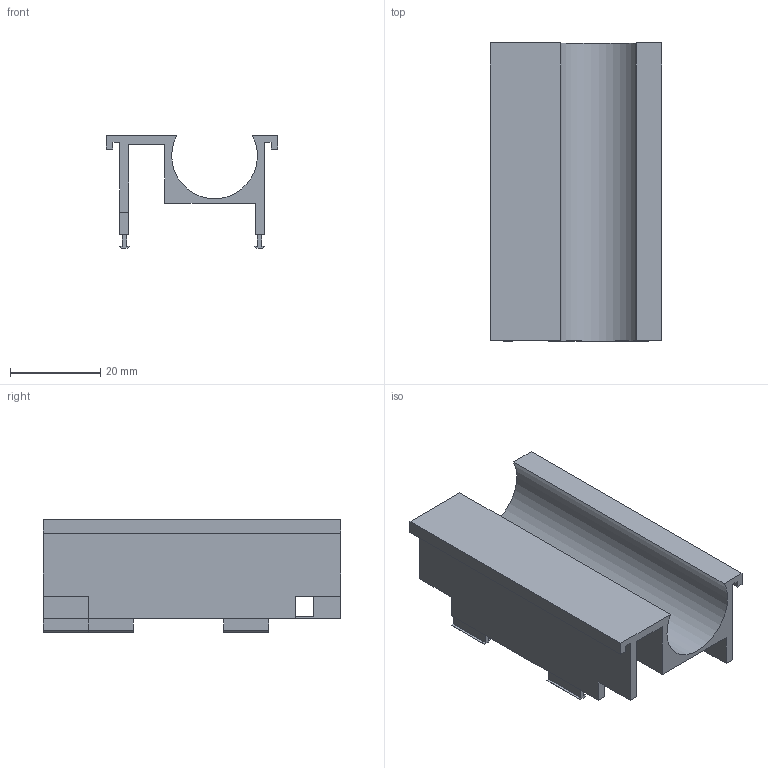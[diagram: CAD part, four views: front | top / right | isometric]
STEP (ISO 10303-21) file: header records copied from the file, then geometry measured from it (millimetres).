
FILE_DESCRIPTION(/* description */ (''),/* implementation_level */ '2;1');
FILE_NAME(/* name */ 'Battery.step',/* time_stamp */ '2018-07-25T13:11:13+02:00',/* author */ (''),/* organization */ (''),/* preprocessor_version */ 'ST-DEVELOPER v17',/* originating_system */ 'Autodesk Translation Framework v7.1.0.215',/* authorisation */ '');
FILE_SCHEMA (('AUTOMOTIVE_DESIGN { 1 0 10303 214 3 1 1 }'));
Length unit declared in the file: millimetre
Products named in the file (1): Battery
Bounding box: 38 x 66 x 25 mm (x, y, z)
Volume: 12586.9 mm3; surface area: 12911.7 mm2
Topology: 1 solids, 1 shells, 64 faces, 180 edges, 120 vertices
Faces by surface type: plane 63, cylinder 1
Entity records: 2070 total; most frequent: CARTESIAN_POINT 365, ORIENTED_EDGE 360, DIRECTION 312, EDGE_CURVE 180, LINE 178, VECTOR 178, VERTEX_POINT 120, EDGE_LOOP 68
